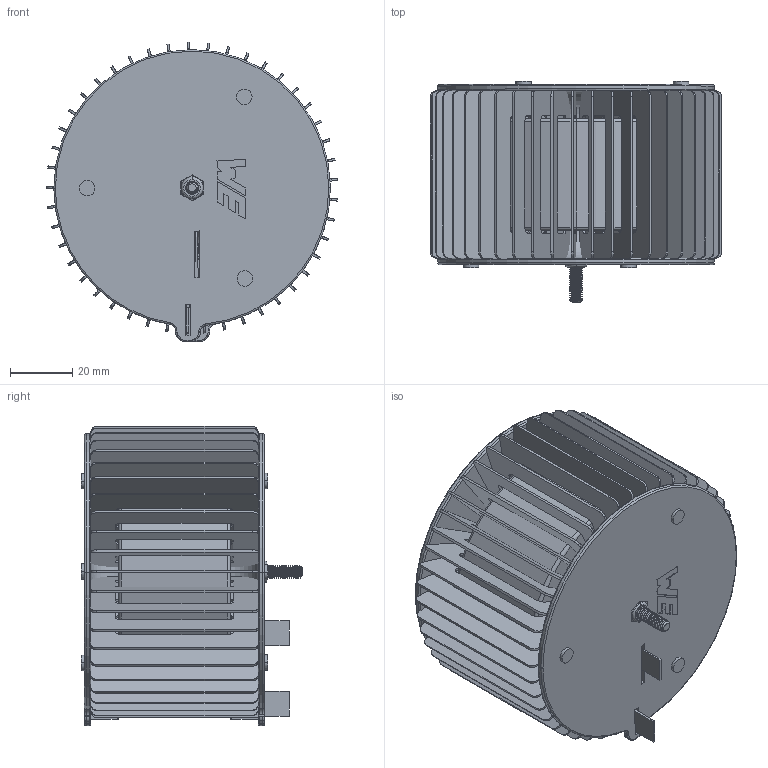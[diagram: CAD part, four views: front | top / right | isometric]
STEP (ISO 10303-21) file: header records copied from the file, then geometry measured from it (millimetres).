
FILE_DESCRIPTION (( 'STEP AP214' ), '1' );
FILE_NAME ('76080X301.STEP', '2022-11-02T18:44:52', ( '' ), ( '' ), 'SwSTEP 2.0', 'SolidWorks 2022', '' );
FILE_SCHEMA (( 'AUTOMOTIVE_DESIGN' ));
Length unit declared in the file: millimetre
Products named in the file (5): 070-7779_95mm08; 76080X301 Coil and Core; 4mm lock nut_94645A101; 76080X301; 4mm OD 65mm long_screw_91290A083
Assembly tree (5 placements, depth 2):
  76080X301
    76080X301 Coil and Core
    4mm lock nut_94645A101
    070-7779_95mm08  x2
    4mm OD 65mm long_screw_91290A083
Bounding box: 93.66 x 71.2 x 96.35 mm (x, y, z)
Volume: 192799.2 mm3; surface area: 162619.4 mm2
Topology: 51 solids, 51 shells, 1243 faces, 3222 edges, 2095 vertices
Faces by surface type: plane 586, cylinder 501, torus 78, cone 44, bspline 30, sphere 4
Entity records: 50082 total; most frequent: CARTESIAN_POINT 12994, ORIENTED_EDGE 5802, DIRECTION 5798, EDGE_CURVE 2901, AXIS2_PLACEMENT_3D 2030, VERTEX_POINT 1898, LINE 1738, VECTOR 1738
